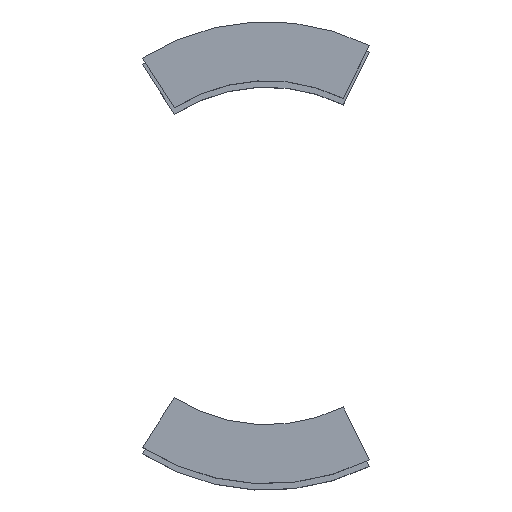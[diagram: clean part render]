
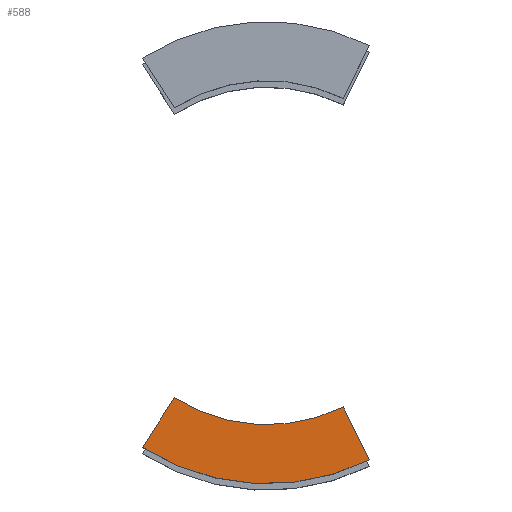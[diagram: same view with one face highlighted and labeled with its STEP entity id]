
A CAD part, top view. The second image highlights one B-rep face of the part: STEP entity #588.
In plain terms, the highlighted planar face has unit normal (0, 0, 1).
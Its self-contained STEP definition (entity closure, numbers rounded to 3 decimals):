
#7 = DIRECTION ( 'NONE',  ( 0., 0., 1. ) ) ;
#10 = DIRECTION ( 'NONE',  ( 1., 0., 0. ) ) ;
#18 = DIRECTION ( 'NONE',  ( 0., 0., 1. ) ) ;
#29 = ORIENTED_EDGE ( 'NONE', *, *, #620, .T. ) ;
#45 = CARTESIAN_POINT ( 'NONE',  ( 0., 0., 1120. ) ) ;
#53 = VERTEX_POINT ( 'NONE', #583 ) ;
#78 = PLANE ( 'NONE',  #248 ) ;
#97 = DIRECTION ( 'NONE',  ( 1., 0., 0. ) ) ;
#103 = EDGE_CURVE ( 'NONE', #53, #609, #271, .T. ) ;
#116 = DIRECTION ( 'NONE',  ( 1., 0., 0. ) ) ;
#158 = AXIS2_PLACEMENT_3D ( 'NONE', #45, #267, #97 ) ;
#159 = ORIENTED_EDGE ( 'NONE', *, *, #548, .T. ) ;
#173 = VECTOR ( 'NONE', #373, 1000. ) ;
#176 = LINE ( 'NONE', #227, #660 ) ;
#186 = AXIS2_PLACEMENT_3D ( 'NONE', #394, #7, #10 ) ;
#227 = CARTESIAN_POINT ( 'NONE',  ( -37.821, -59.139, 1120. ) ) ;
#232 = EDGE_LOOP ( 'NONE', ( #29, #159, #268, #410 ) ) ;
#248 = AXIS2_PLACEMENT_3D ( 'NONE', #413, #18, #116 ) ;
#267 = DIRECTION ( 'NONE',  ( 0., 0., -1. ) ) ;
#268 = ORIENTED_EDGE ( 'NONE', *, *, #103, .T. ) ;
#271 = CIRCLE ( 'NONE', #158, 52.267 ) ;
#373 = DIRECTION ( 'NONE',  ( -0.443, 0.896, 0. ) ) ;
#387 = VERTEX_POINT ( 'NONE', #648 ) ;
#394 = CARTESIAN_POINT ( 'NONE',  ( 0., 0., 1120. ) ) ;
#409 = FACE_OUTER_BOUND ( 'NONE', #232, .T. ) ;
#410 = ORIENTED_EDGE ( 'NONE', *, *, #613, .T. ) ;
#413 = CARTESIAN_POINT ( 'NONE',  ( 0., 0., 1120. ) ) ;
#430 = LINE ( 'NONE', #592, #173 ) ;
#452 = VERTEX_POINT ( 'NONE', #670 ) ;
#453 = CIRCLE ( 'NONE', #186, 70.199 ) ;
#503 = DIRECTION ( 'NONE',  ( -0.539, -0.842, 0. ) ) ;
#514 = CARTESIAN_POINT ( 'NONE',  ( -28.16, -44.032, 1120. ) ) ;
#548 = EDGE_CURVE ( 'NONE', #387, #53, #430, .T. ) ;
#583 = CARTESIAN_POINT ( 'NONE',  ( 23.161, -46.855, 1120. ) ) ;
#588 = ADVANCED_FACE ( 'NONE', ( #409 ), #78, .T. ) ;
#592 = CARTESIAN_POINT ( 'NONE',  ( 31.108, -62.93, 1120. ) ) ;
#609 = VERTEX_POINT ( 'NONE', #514 ) ;
#613 = EDGE_CURVE ( 'NONE', #609, #452, #176, .T. ) ;
#620 = EDGE_CURVE ( 'NONE', #452, #387, #453, .T. ) ;
#648 = CARTESIAN_POINT ( 'NONE',  ( 31.108, -62.93, 1120. ) ) ;
#660 = VECTOR ( 'NONE', #503, 1000. ) ;
#670 = CARTESIAN_POINT ( 'NONE',  ( -37.821, -59.139, 1120. ) ) ;
